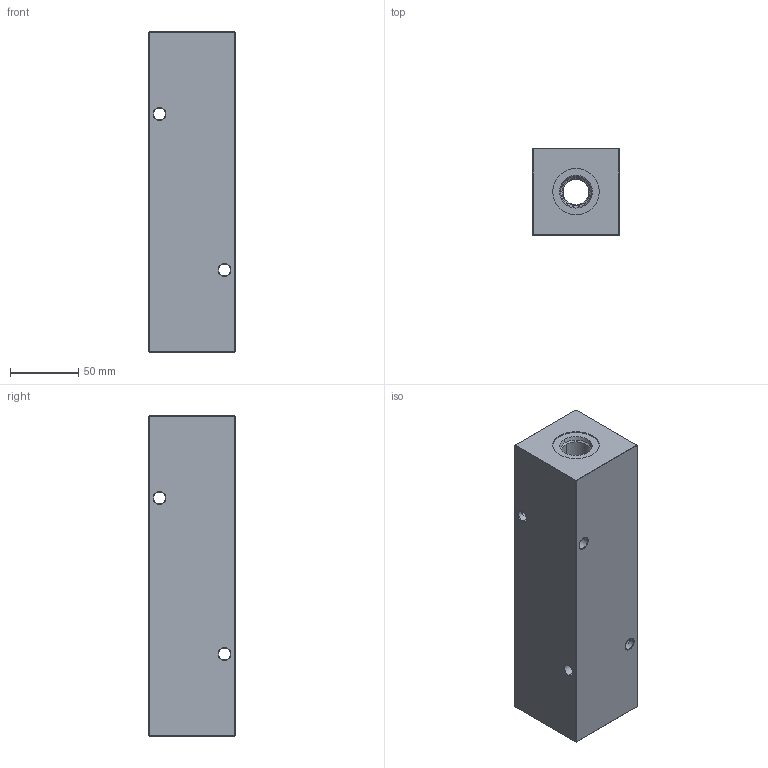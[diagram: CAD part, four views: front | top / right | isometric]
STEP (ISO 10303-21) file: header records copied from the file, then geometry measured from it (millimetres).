
FILE_DESCRIPTION (( 'STEP AP203' ), '1' );
FILE_NAME ('HM-4-90-S-10-6.STEP', '2020-11-09T22:13:21', ( '' ), ( '' ), 'SwSTEP 2.0', 'SolidWorks 2019', '' );
FILE_SCHEMA (( 'CONFIG_CONTROL_DESIGN' ));
Length unit declared in the file: inch
Products named in the file (1): HM-4-90-S-10-6
Bounding box: 63.5 x 63.5 x 234.95 mm (x, y, z)
Volume: 836633.5 mm3; surface area: 92671.9 mm2
Topology: 1 solids, 1 shells, 594 faces, 1507 edges, 964 vertices
Faces by surface type: plane 249, bspline 195, cone 76, cylinder 74
Entity records: 27910 total; most frequent: CARTESIAN_POINT 14781, ORIENTED_EDGE 3014, DIRECTION 2059, EDGE_CURVE 1507, VERTEX_POINT 964, LINE 895, VECTOR 895, EDGE_LOOP 673
